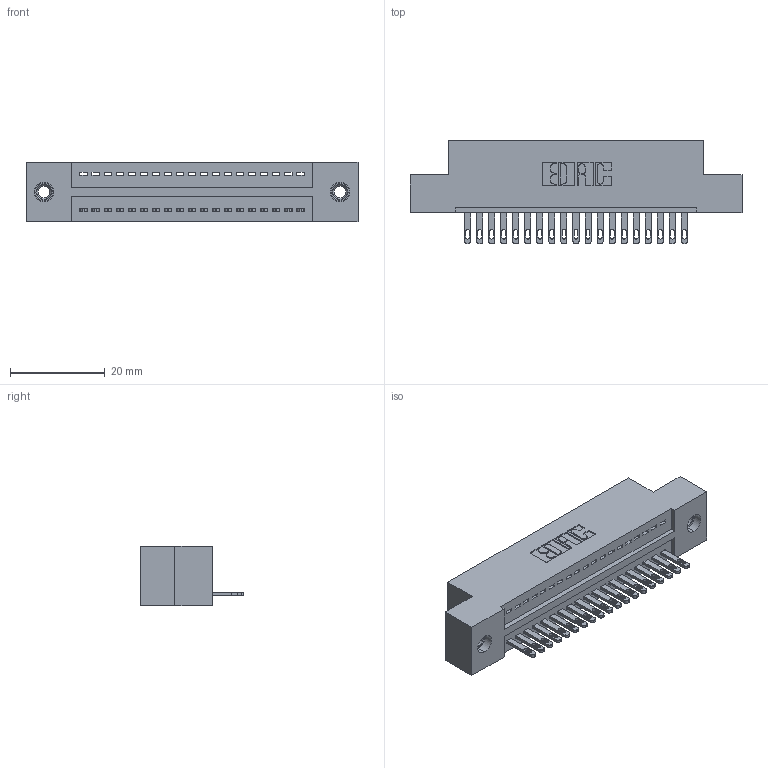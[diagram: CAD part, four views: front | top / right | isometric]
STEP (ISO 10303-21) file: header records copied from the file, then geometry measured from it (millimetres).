
FILE_DESCRIPTION (( 'STEP AP203' ), '1' );
FILE_NAME ('325-019-500-107.STEP', '2020-02-24T16:47:40', ( '' ), ( '' ), 'SwSTEP 2.0', 'SolidWorks 2016', '' );
FILE_SCHEMA (( 'CONFIG_CONTROL_DESIGN' ));
Length unit declared in the file: inch
Products named in the file (4): 325-019-500-107; 325-292-001_325-293-100; 325 Part_TI; 345-250-001_345-250-005-103
Assembly tree (22 placements, depth 2):
  325-019-500-107
    325 Part_TI
    325-292-001_325-293-100  x19
    345-250-001_345-250-005-103  x2
Bounding box: 69.98 x 21.84 x 12.45 mm (x, y, z)
Volume: 8701 mm3; surface area: 9187.3 mm2
Topology: 22 solids, 22 shells, 1200 faces, 3639 edges, 2418 vertices
Faces by surface type: plane 786, cylinder 398, cone 12, torus 4
Entity records: 15706 total; most frequent: CARTESIAN_POINT 2694, ORIENTED_EDGE 2642, DIRECTION 2353, EDGE_CURVE 1321, LINE 1169, VECTOR 1169, VERTEX_POINT 876, AXIS2_PLACEMENT_3D 592
